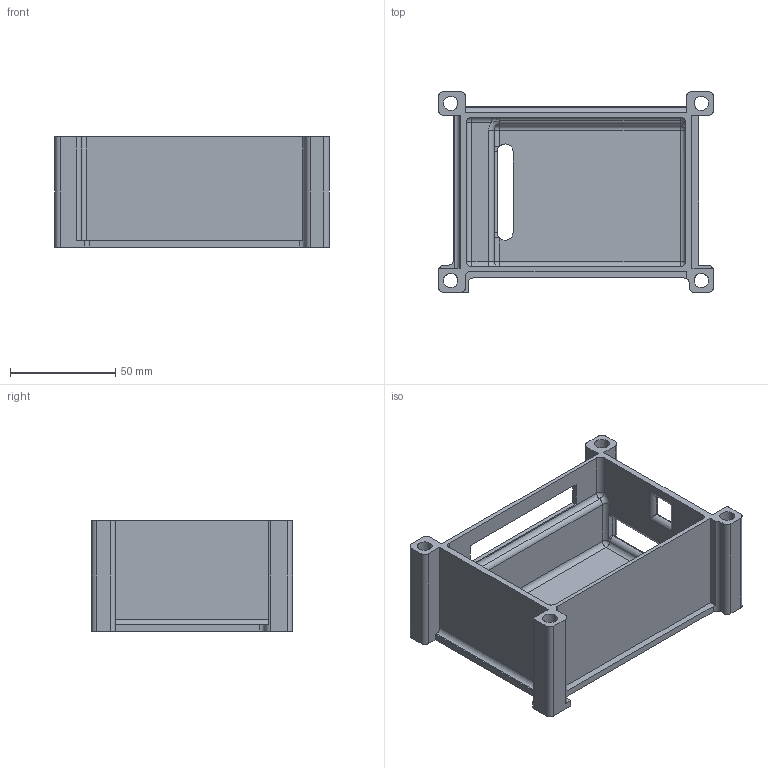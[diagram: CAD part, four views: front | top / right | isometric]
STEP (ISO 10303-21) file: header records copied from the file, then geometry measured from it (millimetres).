
FILE_DESCRIPTION (( 'STEP AP214' ), '1' );
FILE_NAME ('4400-23-P-0605.STEP', '2023-03-17T00:35:02', ( '' ), ( '' ), 'SwSTEP 2.0', 'SolidWorks 2022', '' );
FILE_SCHEMA (( 'AUTOMOTIVE_DESIGN' ));
Length unit declared in the file: inch
Products named in the file (1): 4400-23-P-0605
Bounding box: 130.46 x 95.54 x 52.28 mm (x, y, z)
Volume: 123027.1 mm3; surface area: 63797.1 mm2
Topology: 1 solids, 1 shells, 126 faces, 345 edges, 213 vertices
Faces by surface type: plane 56, cylinder 55, sphere 7, torus 5, bspline 3
Entity records: 4104 total; most frequent: CARTESIAN_POINT 823, DIRECTION 693, ORIENTED_EDGE 676, EDGE_CURVE 338, AXIS2_PLACEMENT_3D 241, VERTEX_POINT 213, VECTOR 211, LINE 211
